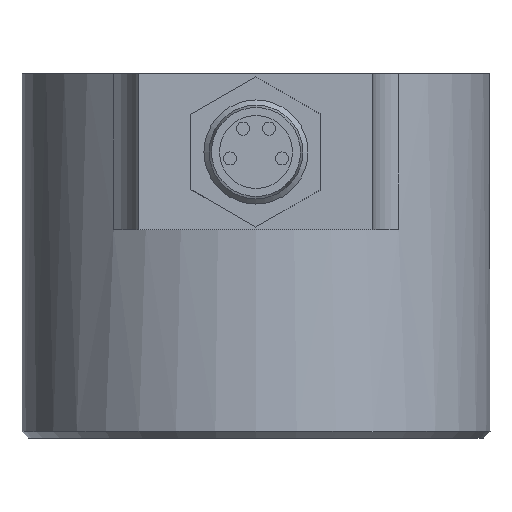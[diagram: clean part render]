
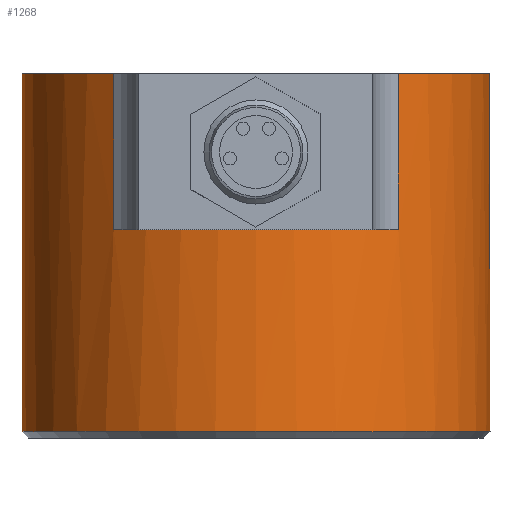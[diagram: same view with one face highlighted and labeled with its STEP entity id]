
A CAD part, front view. The second image highlights one B-rep face of the part: STEP entity #1268.
In plain terms, the highlighted cylindrical face has radius 18 mm (diameter 36 mm), a full revolution.
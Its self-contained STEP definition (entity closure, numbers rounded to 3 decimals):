
#35=LINE('',#1824,#73);
#36=LINE('',#1825,#74);
#73=VECTOR('',#1508,1000.);
#74=VECTOR('',#1509,1000.);
#108=B_SPLINE_CURVE_WITH_KNOTS('',3,(#1795,#1796,#1797,#1798,#1799,#1800,
#1801,#1802,#1803,#1804,#1805),.UNSPECIFIED.,.T.,.F.,(1,1,1,1,1,1,1,1,1,
1,1,1,1,1,1),(-0.005,-0.003,-0.002,
0.,0.002,0.003,0.005,0.006,
0.008,0.009,0.011,0.012,
0.014,0.015,0.017),.UNSPECIFIED.);
#112=CYLINDRICAL_SURFACE('',#1358,18.);
#173=ORIENTED_EDGE('',*,*,#349,.T.);
#174=ORIENTED_EDGE('',*,*,#346,.F.);
#175=ORIENTED_EDGE('',*,*,#350,.F.);
#176=ORIENTED_EDGE('',*,*,#338,.F.);
#177=ORIENTED_EDGE('',*,*,#342,.T.);
#178=ORIENTED_EDGE('',*,*,#341,.T.);
#338=EDGE_CURVE('',#430,#425,#504,.T.);
#341=EDGE_CURVE('',#433,#433,#108,.T.);
#342=EDGE_CURVE('',#434,#434,#505,.F.);
#346=EDGE_CURVE('',#438,#439,#507,.T.);
#349=EDGE_CURVE('',#430,#439,#35,.T.);
#350=EDGE_CURVE('',#425,#438,#36,.T.);
#425=VERTEX_POINT('',#1757);
#430=VERTEX_POINT('',#1766);
#433=VERTEX_POINT('',#1806);
#434=VERTEX_POINT('',#1809);
#438=VERTEX_POINT('',#1817);
#439=VERTEX_POINT('',#1819);
#504=CIRCLE('',#1348,18.);
#505=CIRCLE('',#1353,18.);
#507=CIRCLE('',#1356,18.);
#567=EDGE_LOOP('',(#173,#174,#175,#176));
#568=EDGE_LOOP('',(#177));
#569=EDGE_LOOP('',(#178));
#677=FACE_BOUND('',#567,.T.);
#678=FACE_BOUND('',#568,.T.);
#679=FACE_BOUND('',#569,.T.);
#1268=ADVANCED_FACE('',(#677,#678,#679),#112,.T.);
#1348=AXIS2_PLACEMENT_3D('',#1767,#1483,#1484);
#1353=AXIS2_PLACEMENT_3D('',#1808,#1493,#1494);
#1356=AXIS2_PLACEMENT_3D('',#1818,#1501,#1502);
#1358=AXIS2_PLACEMENT_3D('',#1823,#1506,#1507);
#1483=DIRECTION('',(0.,0.,1.));
#1484=DIRECTION('',(0.,-1.,0.));
#1493=DIRECTION('',(0.,0.,-1.));
#1494=DIRECTION('',(-1.,0.,0.));
#1501=DIRECTION('',(0.,0.,1.));
#1502=DIRECTION('',(1.,0.,0.));
#1506=DIRECTION('',(0.,0.,-1.));
#1507=DIRECTION('',(-1.,0.,0.));
#1508=DIRECTION('',(0.,0.,-1.));
#1509=DIRECTION('',(0.,0.,-1.));
#1757=CARTESIAN_POINT('',(-10.957,-14.281,28.));
#1766=CARTESIAN_POINT('',(10.957,-14.281,28.));
#1767=CARTESIAN_POINT('',(0.,0.,28.));
#1795=CARTESIAN_POINT('',(-2.111,17.873,8.028));
#1796=CARTESIAN_POINT('',(-1.55,17.944,6.469));
#1797=CARTESIAN_POINT('',(-0.027,18.027,5.744));
#1798=CARTESIAN_POINT('',(1.516,17.948,6.43));
#1799=CARTESIAN_POINT('',(2.111,17.873,7.976));
#1800=CARTESIAN_POINT('',(1.55,17.944,9.529));
#1801=CARTESIAN_POINT('',(0.031,18.027,10.256));
#1802=CARTESIAN_POINT('',(-1.515,17.948,9.571));
#1803=CARTESIAN_POINT('',(-2.111,17.873,8.028));
#1804=CARTESIAN_POINT('',(-1.55,17.944,6.469));
#1805=CARTESIAN_POINT('',(-0.027,18.027,5.744));
#1806=CARTESIAN_POINT('',(-1.39,17.946,6.608));
#1808=CARTESIAN_POINT('',(0.,0.,0.5));
#1809=CARTESIAN_POINT('',(-18.,0.,0.5));
#1817=CARTESIAN_POINT('',(-10.957,-14.281,16.));
#1818=CARTESIAN_POINT('',(0.,0.,16.));
#1819=CARTESIAN_POINT('',(10.957,-14.281,16.));
#1823=CARTESIAN_POINT('',(0.,0.,28.));
#1824=CARTESIAN_POINT('',(10.957,-14.281,28.));
#1825=CARTESIAN_POINT('',(-10.957,-14.281,28.));
